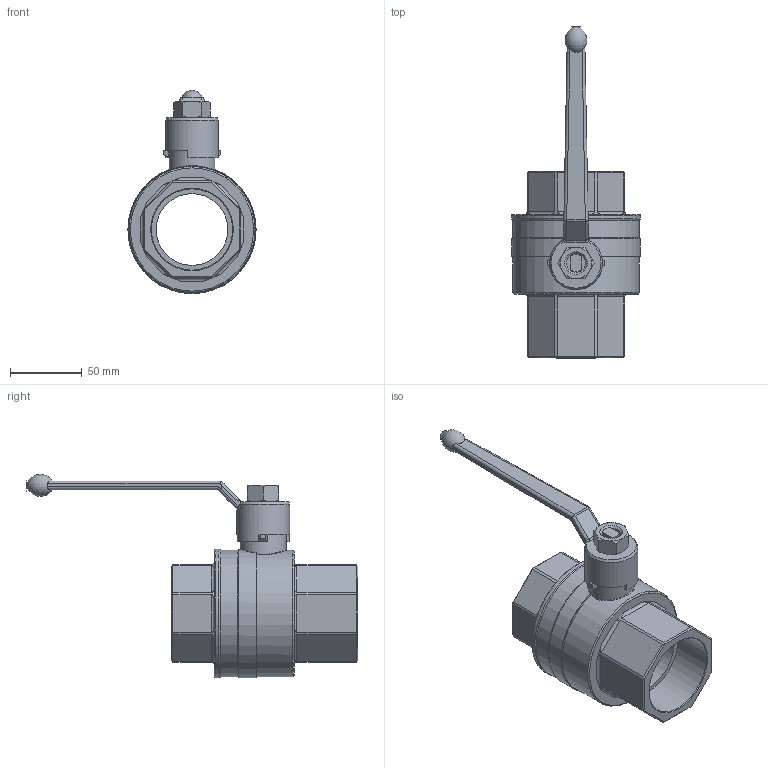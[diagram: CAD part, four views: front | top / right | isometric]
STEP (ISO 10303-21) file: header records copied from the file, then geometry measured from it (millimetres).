
FILE_DESCRIPTION(/* description */ ('Unknown'),/* implementation_level */ '2;1');
FILE_NAME(/* name */ '860-09',/* time_stamp */ '2022-08-09T12:42:25+02:00',/* author */ ('Unknown'),/* organization */ ('Unknown'),/* preprocessor_version */ 'ST-DEVELOPER v16.7',/* originating_system */ 'Solid Edge',/* authorisation */ 'Unknown');
FILE_SCHEMA (('AUTOMOTIVE_DESIGN {1 0 10303 214 3 1 1}'));
Length unit declared in the file: millimetre
Products named in the file (4): 2.104.050; 2.104-105-106.050; Hebel f. 2.104-105.050; Mutter M12
Assembly tree (3 placements, depth 2):
  2.104.050
    2.104-105-106.050
    Hebel f. 2.104-105.050
    Mutter M12
Bounding box: 89.5 x 231.33 x 141.82 mm (x, y, z)
Volume: 388908.9 mm3; surface area: 78367 mm2
Topology: 3 solids, 3 shells, 194 faces, 480 edges, 300 vertices
Faces by surface type: plane 120, cylinder 44, cone 17, bspline 7, torus 6
Full cylindrical faces by diameter (mm): 12.5 x1, 13 x1, 32 x1, 33 x1, 37 x1, 50 x1, 56.656 x2, 88 x1, 88.5 x1, 89.5 x2
Entity records: 7651 total; most frequent: CARTESIAN_POINT 2259, ORIENTED_EDGE 896, DIRECTION 887, EDGE_CURVE 448, AXIS2_PLACEMENT_3D 308, VERTEX_POINT 289, LINE 271, VECTOR 271
